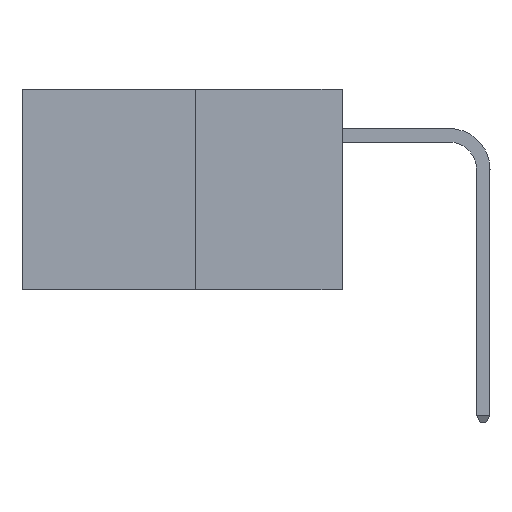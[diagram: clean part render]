
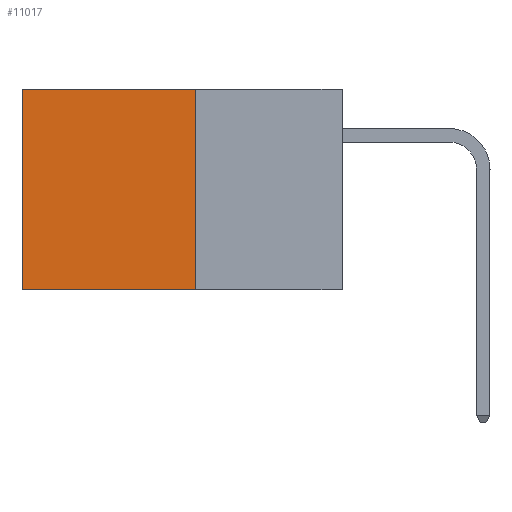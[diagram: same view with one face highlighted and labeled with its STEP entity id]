
A CAD part, left-side view. The second image highlights one B-rep face of the part: STEP entity #11017.
In plain terms, the highlighted planar face has unit normal (-1, 0, 0).
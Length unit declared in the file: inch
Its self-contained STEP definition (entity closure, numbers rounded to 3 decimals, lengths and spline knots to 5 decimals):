
#146 = CARTESIAN_POINT ( 'NONE',  ( 0.277, 0.27, -0.37 ) ) ;
#693 = CARTESIAN_POINT ( 'NONE',  ( 0.277, 0.27, -0.37 ) ) ;
#928 = VERTEX_POINT ( 'NONE', #19390 ) ;
#933 = CARTESIAN_POINT ( 'NONE',  ( 0.277, 0.59, -0.37 ) ) ;
#1702 = DIRECTION ( 'NONE',  ( 0., 0., -1. ) ) ;
#2071 = LINE ( 'NONE', #693, #13860 ) ;
#2163 = EDGE_CURVE ( 'NONE', #3822, #11491, #18095, .T. ) ;
#2795 = ORIENTED_EDGE ( 'NONE', *, *, #6464, .F. ) ;
#2892 = VECTOR ( 'NONE', #15085, 39.37008 ) ;
#3822 = VERTEX_POINT ( 'NONE', #7724 ) ;
#3823 = AXIS2_PLACEMENT_3D ( 'NONE', #146, #10952, #1702 ) ;
#4640 = CARTESIAN_POINT ( 'NONE',  ( 0.277, 0.27, -0.37 ) ) ;
#6464 = EDGE_CURVE ( 'NONE', #928, #10962, #6990, .T. ) ;
#6619 = EDGE_LOOP ( 'NONE', ( #17386, #7911, #2795, #18889 ) ) ;
#6907 = DIRECTION ( 'NONE',  ( 0., 1., 0. ) ) ;
#6990 = LINE ( 'NONE', #15151, #2892 ) ;
#7724 = CARTESIAN_POINT ( 'NONE',  ( 0.277, 0.59, 0. ) ) ;
#7911 = ORIENTED_EDGE ( 'NONE', *, *, #14724, .F. ) ;
#9250 = CARTESIAN_POINT ( 'NONE',  ( 0.277, 0.27, 0. ) ) ;
#9294 = EDGE_CURVE ( 'NONE', #928, #3822, #12159, .T. ) ;
#9316 = DIRECTION ( 'NONE',  ( 0., 1., 0. ) ) ;
#9998 = VECTOR ( 'NONE', #18269, 39.37008 ) ;
#10952 = DIRECTION ( 'NONE',  ( 1., 0., 0. ) ) ;
#10962 = VERTEX_POINT ( 'NONE', #4640 ) ;
#11017 = ADVANCED_FACE ( 'NONE', ( #18726 ), #13936, .F. ) ;
#11491 = VERTEX_POINT ( 'NONE', #18380 ) ;
#11692 = VECTOR ( 'NONE', #9316, 39.37008 ) ;
#12159 = LINE ( 'NONE', #9250, #11692 ) ;
#13860 = VECTOR ( 'NONE', #6907, 39.37008 ) ;
#13936 = PLANE ( 'NONE',  #3823 ) ;
#14724 = EDGE_CURVE ( 'NONE', #10962, #11491, #2071, .T. ) ;
#15085 = DIRECTION ( 'NONE',  ( 0., 0., -1. ) ) ;
#15151 = CARTESIAN_POINT ( 'NONE',  ( 0.277, 0.27, -0.37 ) ) ;
#17386 = ORIENTED_EDGE ( 'NONE', *, *, #2163, .T. ) ;
#18095 = LINE ( 'NONE', #933, #9998 ) ;
#18269 = DIRECTION ( 'NONE',  ( 0., 0., -1. ) ) ;
#18380 = CARTESIAN_POINT ( 'NONE',  ( 0.277, 0.59, -0.37 ) ) ;
#18726 = FACE_OUTER_BOUND ( 'NONE', #6619, .T. ) ;
#18889 = ORIENTED_EDGE ( 'NONE', *, *, #9294, .T. ) ;
#19390 = CARTESIAN_POINT ( 'NONE',  ( 0.277, 0.27, 0. ) ) ;
